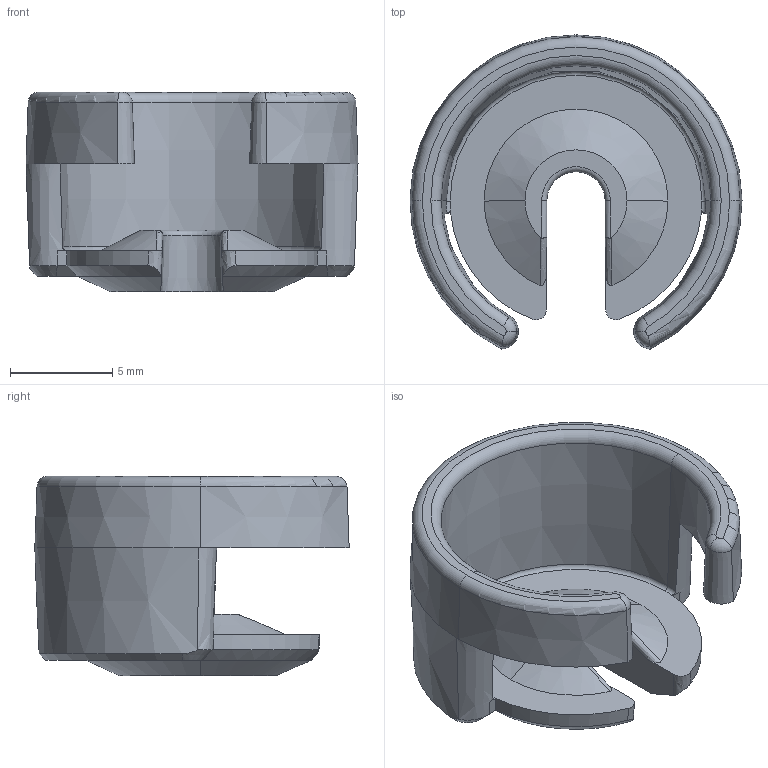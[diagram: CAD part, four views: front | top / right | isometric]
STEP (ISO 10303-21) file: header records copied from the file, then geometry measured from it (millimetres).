
FILE_DESCRIPTION (( 'STEP AP203' ), '1' );
FILE_NAME ('REV-41-1512 V2.STEP', '2018-02-28T22:45:20', ( '' ), ( '' ), 'SwSTEP 2.0', 'SolidWorks 2017', '' );
FILE_SCHEMA (( 'CONFIG_CONTROL_DESIGN' ));
Length unit declared in the file: millimetre
Products named in the file (1): REV-41-1512 V2
Bounding box: 16.25 x 15.38 x 9.75 mm (x, y, z)
Volume: 605.5 mm3; surface area: 895.5 mm2
Topology: 1 solids, 1 shells, 62 faces, 161 edges, 101 vertices
Faces by surface type: cone 28, torus 15, plane 13, bspline 4, cylinder 2
Entity records: 2146 total; most frequent: CARTESIAN_POINT 577, ORIENTED_EDGE 322, DIRECTION 321, EDGE_CURVE 161, AXIS2_PLACEMENT_3D 143, VERTEX_POINT 101, CIRCLE 84, ADVANCED_FACE 62
